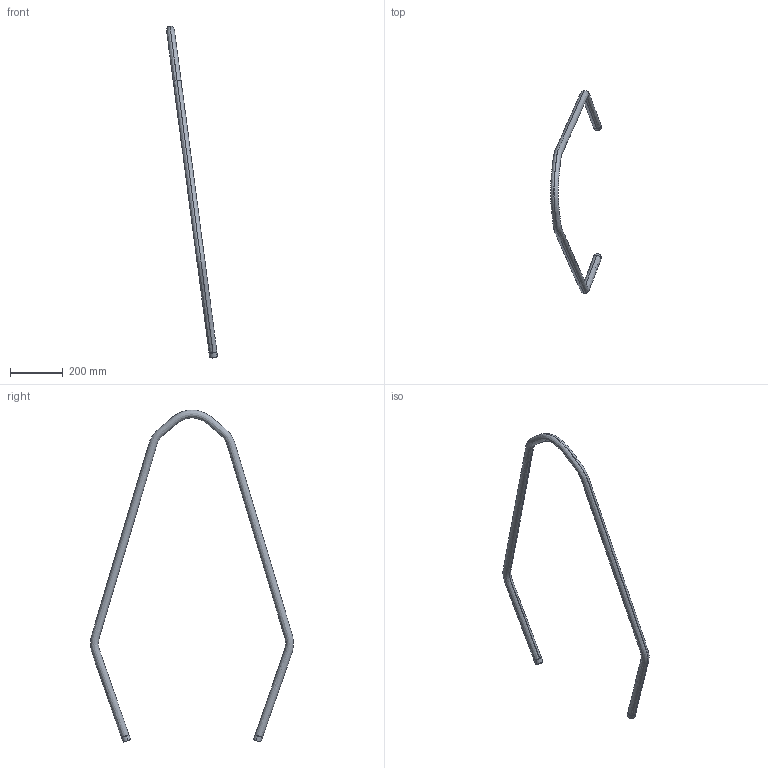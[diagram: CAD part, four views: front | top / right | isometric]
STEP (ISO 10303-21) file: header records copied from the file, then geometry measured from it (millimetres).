
FILE_DESCRIPTION(('CATIA V5 STEP Exchange'),'2;1');
FILE_NAME('201 (Main Hoop).stp','2017-12-28T16:02:41+00:00',('none'),('none'),'CATIA Version 5 Release 19 SP 2 (IN-10)','CATIA V5 STEP AP203','none');
FILE_SCHEMA(('CONFIG_CONTROL_DESIGN'));
Length unit declared in the file: millimetre
Products named in the file (1): Shape_991
Bounding box: 193.3 x 769.98 x 1259.4 mm (x, y, z)
Volume: 490646.7 mm3; surface area: 489015 mm2
Topology: 1 solids, 1 shells, 14 faces, 54 edges, 49 vertices
Faces by surface type: cylinder 8, bspline 4, plane 2
Entity records: 3624 total; most frequent: CARTESIAN_POINT 3194, ORIENTED_EDGE 72, DIRECTION 55, EDGE_CURVE 36, AXIS2_PLACEMENT_3D 35, CIRCLE 28, VERTEX_POINT 24, COMPOSITE_CURVE_SEGMENT 18
